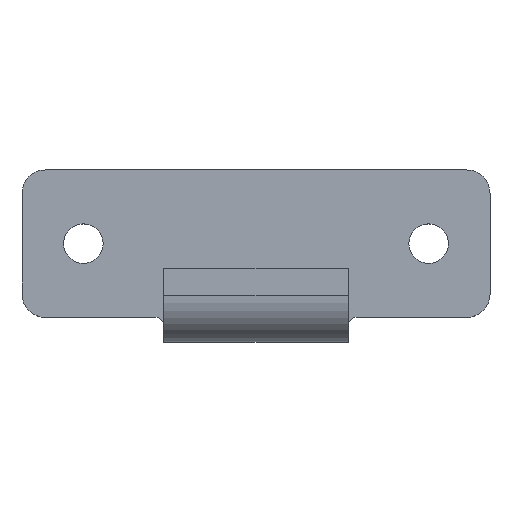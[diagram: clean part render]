
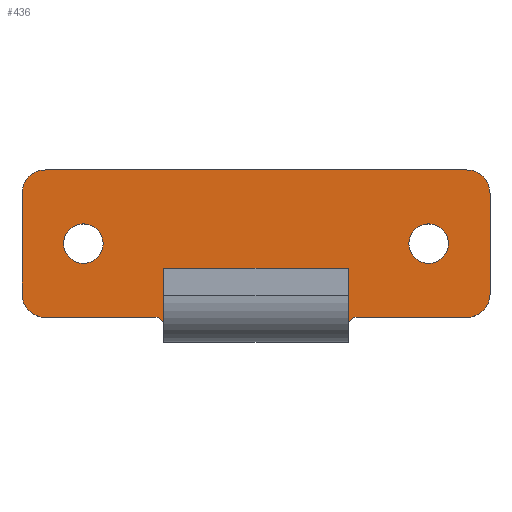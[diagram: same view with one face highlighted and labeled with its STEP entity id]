
A CAD part, top view. The second image highlights one B-rep face of the part: STEP entity #436.
In plain terms, the highlighted planar face has unit normal (0, 0, 1).
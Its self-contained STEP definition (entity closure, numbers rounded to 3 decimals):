
#15=FACE_BOUND('',#85,.T.);
#16=FACE_BOUND('',#86,.T.);
#38=CIRCLE('',#486,1.);
#39=CIRCLE('',#489,1.);
#40=CIRCLE('',#490,3.);
#41=CIRCLE('',#491,3.);
#42=CIRCLE('',#492,3.);
#43=CIRCLE('',#493,3.);
#44=CIRCLE('',#494,2.55);
#45=CIRCLE('',#495,2.55);
#60=FACE_OUTER_BOUND('',#84,.T.);
#84=EDGE_LOOP('',(#328,#329,#330,#331,#332,#333,#334,#335,#336,#337,#338,
#339,#340,#341));
#85=EDGE_LOOP('',(#342));
#86=EDGE_LOOP('',(#343));
#111=LINE('',#666,#151);
#119=LINE('',#691,#159);
#124=LINE('',#706,#164);
#125=LINE('',#710,#165);
#126=LINE('',#714,#166);
#127=LINE('',#718,#167);
#128=LINE('',#722,#168);
#129=LINE('',#725,#169);
#151=VECTOR('',#529,1000.);
#159=VECTOR('',#553,1000.);
#164=VECTOR('',#570,1000.);
#165=VECTOR('',#573,1000.);
#166=VECTOR('',#576,1000.);
#167=VECTOR('',#579,1000.);
#168=VECTOR('',#582,1000.);
#169=VECTOR('',#585,1000.);
#191=VERTEX_POINT('',#664);
#192=VERTEX_POINT('',#665);
#200=VERTEX_POINT('',#688);
#201=VERTEX_POINT('',#690);
#205=VERTEX_POINT('',#700);
#206=VERTEX_POINT('',#707);
#207=VERTEX_POINT('',#709);
#208=VERTEX_POINT('',#711);
#209=VERTEX_POINT('',#713);
#210=VERTEX_POINT('',#715);
#211=VERTEX_POINT('',#717);
#212=VERTEX_POINT('',#719);
#213=VERTEX_POINT('',#721);
#214=VERTEX_POINT('',#723);
#215=VERTEX_POINT('',#726);
#216=VERTEX_POINT('',#728);
#233=EDGE_CURVE('',#191,#192,#111,.T.);
#246=EDGE_CURVE('',#200,#201,#119,.T.);
#251=EDGE_CURVE('',#205,#191,#38,.T.);
#254=EDGE_CURVE('',#201,#192,#124,.T.);
#255=EDGE_CURVE('',#200,#206,#39,.T.);
#256=EDGE_CURVE('',#206,#207,#125,.T.);
#257=EDGE_CURVE('',#207,#208,#40,.T.);
#258=EDGE_CURVE('',#208,#209,#126,.T.);
#259=EDGE_CURVE('',#209,#210,#41,.T.);
#260=EDGE_CURVE('',#210,#211,#127,.T.);
#261=EDGE_CURVE('',#211,#212,#42,.T.);
#262=EDGE_CURVE('',#212,#213,#128,.T.);
#263=EDGE_CURVE('',#213,#214,#43,.T.);
#264=EDGE_CURVE('',#214,#205,#129,.T.);
#265=EDGE_CURVE('',#215,#215,#44,.T.);
#266=EDGE_CURVE('',#216,#216,#45,.T.);
#328=ORIENTED_EDGE('',*,*,#233,.T.);
#329=ORIENTED_EDGE('',*,*,#254,.F.);
#330=ORIENTED_EDGE('',*,*,#246,.F.);
#331=ORIENTED_EDGE('',*,*,#255,.T.);
#332=ORIENTED_EDGE('',*,*,#256,.T.);
#333=ORIENTED_EDGE('',*,*,#257,.T.);
#334=ORIENTED_EDGE('',*,*,#258,.T.);
#335=ORIENTED_EDGE('',*,*,#259,.T.);
#336=ORIENTED_EDGE('',*,*,#260,.T.);
#337=ORIENTED_EDGE('',*,*,#261,.T.);
#338=ORIENTED_EDGE('',*,*,#262,.T.);
#339=ORIENTED_EDGE('',*,*,#263,.T.);
#340=ORIENTED_EDGE('',*,*,#264,.T.);
#341=ORIENTED_EDGE('',*,*,#251,.T.);
#342=ORIENTED_EDGE('',*,*,#265,.F.);
#343=ORIENTED_EDGE('',*,*,#266,.F.);
#420=PLANE('',#488);
#436=ADVANCED_FACE('',(#60,#15,#16),#420,.F.);
#486=AXIS2_PLACEMENT_3D('',#701,#562,#563);
#488=AXIS2_PLACEMENT_3D('',#705,#568,#569);
#489=AXIS2_PLACEMENT_3D('',#708,#571,#572);
#490=AXIS2_PLACEMENT_3D('',#712,#574,#575);
#491=AXIS2_PLACEMENT_3D('',#716,#577,#578);
#492=AXIS2_PLACEMENT_3D('',#720,#580,#581);
#493=AXIS2_PLACEMENT_3D('',#724,#583,#584);
#494=AXIS2_PLACEMENT_3D('',#727,#586,#587);
#495=AXIS2_PLACEMENT_3D('',#729,#588,#589);
#529=DIRECTION('',(0.,1.,0.));
#553=DIRECTION('',(0.,1.,0.));
#562=DIRECTION('center_axis',(0.,0.,-1.));
#563=DIRECTION('ref_axis',(1.,0.,0.));
#568=DIRECTION('center_axis',(0.,0.,-1.));
#569=DIRECTION('ref_axis',(-1.,0.,0.));
#570=DIRECTION('',(-1.,0.,0.));
#571=DIRECTION('center_axis',(0.,0.,-1.));
#572=DIRECTION('ref_axis',(-1.,0.,0.));
#573=DIRECTION('',(1.,0.,0.));
#574=DIRECTION('center_axis',(0.,0.,1.));
#575=DIRECTION('ref_axis',(1.,0.,0.));
#576=DIRECTION('',(0.,1.,0.));
#577=DIRECTION('center_axis',(0.,0.,1.));
#578=DIRECTION('ref_axis',(-1.,0.,0.));
#579=DIRECTION('',(-1.,0.,0.));
#580=DIRECTION('center_axis',(0.,0.,1.));
#581=DIRECTION('ref_axis',(-1.,0.,0.));
#582=DIRECTION('',(0.,-1.,0.));
#583=DIRECTION('center_axis',(0.,0.,1.));
#584=DIRECTION('ref_axis',(-1.,0.,0.));
#585=DIRECTION('',(1.,0.,0.));
#586=DIRECTION('center_axis',(0.,0.,1.));
#587=DIRECTION('ref_axis',(1.,0.,0.));
#588=DIRECTION('center_axis',(0.,0.,1.));
#589=DIRECTION('ref_axis',(1.,0.,0.));
#664=CARTESIAN_POINT('',(-11.9,-10.5,2.6));
#665=CARTESIAN_POINT('',(-11.9,-6.75,2.6));
#666=CARTESIAN_POINT('',(-11.9,-10.5,2.6));
#688=CARTESIAN_POINT('',(11.9,-10.5,2.6));
#690=CARTESIAN_POINT('',(11.9,-6.75,2.6));
#691=CARTESIAN_POINT('',(11.9,6.5,2.6));
#700=CARTESIAN_POINT('',(-12.9,-9.5,2.6));
#701=CARTESIAN_POINT('Origin',(-12.9,-10.5,2.6));
#705=CARTESIAN_POINT('Origin',(27.15,6.5,2.6));
#706=CARTESIAN_POINT('',(11.9,-6.75,2.6));
#707=CARTESIAN_POINT('',(12.9,-9.5,2.6));
#708=CARTESIAN_POINT('Origin',(12.9,-10.5,2.6));
#709=CARTESIAN_POINT('',(27.15,-9.5,2.6));
#710=CARTESIAN_POINT('',(12.9,-9.5,2.6));
#711=CARTESIAN_POINT('',(30.15,-6.5,2.6));
#712=CARTESIAN_POINT('Origin',(27.15,-6.5,2.6));
#713=CARTESIAN_POINT('',(30.15,6.5,2.6));
#714=CARTESIAN_POINT('',(30.15,-6.5,2.6));
#715=CARTESIAN_POINT('',(27.15,9.5,2.6));
#716=CARTESIAN_POINT('Origin',(27.15,6.5,2.6));
#717=CARTESIAN_POINT('',(-27.15,9.5,2.6));
#718=CARTESIAN_POINT('',(-27.15,9.5,2.6));
#719=CARTESIAN_POINT('',(-30.15,6.5,2.6));
#720=CARTESIAN_POINT('Origin',(-27.15,6.5,2.6));
#721=CARTESIAN_POINT('',(-30.15,-6.5,2.6));
#722=CARTESIAN_POINT('',(-30.15,-6.5,2.6));
#723=CARTESIAN_POINT('',(-27.15,-9.5,2.6));
#724=CARTESIAN_POINT('Origin',(-27.15,-6.5,2.6));
#725=CARTESIAN_POINT('',(-27.15,-9.5,2.6));
#726=CARTESIAN_POINT('',(19.7,0.,2.6));
#727=CARTESIAN_POINT('Origin',(22.25,0.,2.6));
#728=CARTESIAN_POINT('',(-24.8,0.,2.6));
#729=CARTESIAN_POINT('Origin',(-22.25,0.,2.6));
